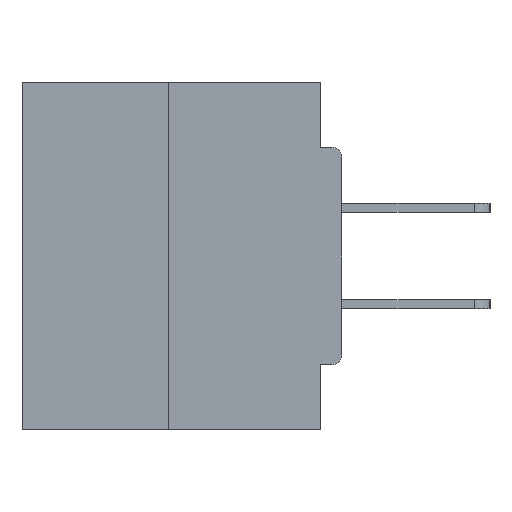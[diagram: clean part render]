
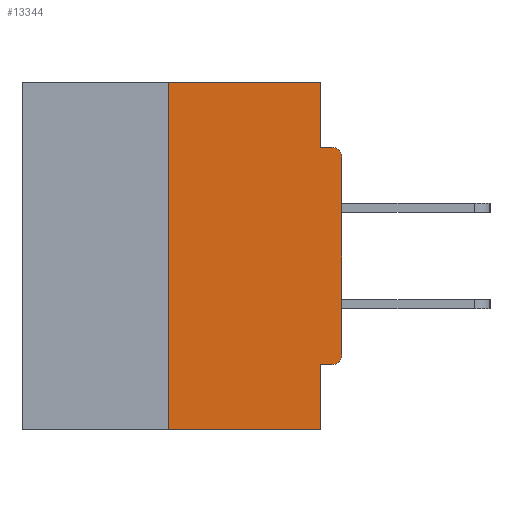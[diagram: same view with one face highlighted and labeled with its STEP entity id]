
A CAD part, left-side view. The second image highlights one B-rep face of the part: STEP entity #13344.
In plain terms, the highlighted planar face has unit normal (-1, 0, 0).
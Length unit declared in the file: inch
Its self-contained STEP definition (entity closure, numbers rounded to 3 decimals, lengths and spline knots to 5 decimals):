
#359 = ORIENTED_EDGE ( 'NONE', *, *, #41405, .F. ) ;
#363 = DIRECTION ( 'NONE',  ( 0., 0., -1. ) ) ;
#675 = DIRECTION ( 'NONE',  ( 0., 0., 1. ) ) ;
#2630 = DIRECTION ( 'NONE',  ( 0., -1., 0. ) ) ;
#4146 = EDGE_CURVE ( 'NONE', #30385, #25379, #32403, .T. ) ;
#4489 = VECTOR ( 'NONE', #21036, 39.37008 ) ;
#4951 = LINE ( 'NONE', #33387, #25117 ) ;
#5149 = DIRECTION ( 'NONE',  ( 1., 0., 0. ) ) ;
#5526 = ORIENTED_EDGE ( 'NONE', *, *, #16408, .F. ) ;
#6367 = VECTOR ( 'NONE', #2630, 39.37008 ) ;
#6444 = ORIENTED_EDGE ( 'NONE', *, *, #26831, .T. ) ;
#6717 = CARTESIAN_POINT ( 'NONE',  ( 0., 0.25, -0.5 ) ) ;
#7054 = EDGE_CURVE ( 'NONE', #11786, #9925, #20873, .T. ) ;
#7787 = CARTESIAN_POINT ( 'NONE',  ( 0., 0.25, 0. ) ) ;
#8597 = CIRCLE ( 'NONE', #26273, 0.015 ) ;
#8743 = DIRECTION ( 'NONE',  ( 0., 0., -1. ) ) ;
#9412 = EDGE_CURVE ( 'NONE', #37414, #36019, #29487, .T. ) ;
#9925 = VERTEX_POINT ( 'NONE', #7787 ) ;
#10244 = DIRECTION ( 'NONE',  ( 0., 0., -1. ) ) ;
#10505 = CARTESIAN_POINT ( 'NONE',  ( 0., 0.46, -0.5 ) ) ;
#11128 = EDGE_CURVE ( 'NONE', #35321, #32681, #37360, .T. ) ;
#11786 = VERTEX_POINT ( 'NONE', #6717 ) ;
#12997 = CARTESIAN_POINT ( 'NONE',  ( 0., 0.031, -0.4065 ) ) ;
#13343 = CARTESIAN_POINT ( 'NONE',  ( 0., 0.015, -0.1085 ) ) ;
#13344 = ADVANCED_FACE ( 'NONE', ( #26832 ), #41579, .F. ) ;
#13638 = CARTESIAN_POINT ( 'NONE',  ( 0., 0.031, -0.0935 ) ) ;
#14353 = CARTESIAN_POINT ( 'NONE',  ( 0., 0.031, -0.5 ) ) ;
#14584 = AXIS2_PLACEMENT_3D ( 'NONE', #24949, #5149, #8743 ) ;
#14792 = DIRECTION ( 'NONE',  ( 0., 0., -1. ) ) ;
#14863 = VERTEX_POINT ( 'NONE', #31613 ) ;
#15462 = AXIS2_PLACEMENT_3D ( 'NONE', #30044, #20210, #10244 ) ;
#16408 = EDGE_CURVE ( 'NONE', #9925, #36450, #29664, .T. ) ;
#16811 = ORIENTED_EDGE ( 'NONE', *, *, #7054, .F. ) ;
#17583 = CARTESIAN_POINT ( 'NONE',  ( 0., 0.25, 0. ) ) ;
#18241 = CARTESIAN_POINT ( 'NONE',  ( 0., 0.015, -0.0935 ) ) ;
#19630 = CARTESIAN_POINT ( 'NONE',  ( 0., 0.46, 0. ) ) ;
#20090 = EDGE_CURVE ( 'NONE', #30385, #37414, #4951, .T. ) ;
#20170 = CARTESIAN_POINT ( 'NONE',  ( 0., 0.031, 0. ) ) ;
#20210 = DIRECTION ( 'NONE',  ( -1., 0., 0. ) ) ;
#20873 = LINE ( 'NONE', #17583, #37441 ) ;
#21036 = DIRECTION ( 'NONE',  ( 0., -1., 0. ) ) ;
#21222 = DIRECTION ( 'NONE',  ( 0., 0., 1. ) ) ;
#21238 = EDGE_CURVE ( 'NONE', #25379, #14863, #25016, .T. ) ;
#23398 = DIRECTION ( 'NONE',  ( 0., 1., 0. ) ) ;
#24112 = CARTESIAN_POINT ( 'NONE',  ( 0., 0., 0. ) ) ;
#24447 = ORIENTED_EDGE ( 'NONE', *, *, #4146, .T. ) ;
#24896 = CARTESIAN_POINT ( 'NONE',  ( 0., 0., -0.0935 ) ) ;
#24949 = CARTESIAN_POINT ( 'NONE',  ( 0., 0.46, 0. ) ) ;
#25016 = LINE ( 'NONE', #24112, #42631 ) ;
#25117 = VECTOR ( 'NONE', #23398, 39.37008 ) ;
#25379 = VERTEX_POINT ( 'NONE', #38237 ) ;
#26273 = AXIS2_PLACEMENT_3D ( 'NONE', #13343, #42735, #36523 ) ;
#26393 = EDGE_CURVE ( 'NONE', #11786, #36019, #32947, .T. ) ;
#26831 = EDGE_CURVE ( 'NONE', #14863, #32681, #8597, .T. ) ;
#26832 = FACE_OUTER_BOUND ( 'NONE', #39007, .T. ) ;
#27802 = ORIENTED_EDGE ( 'NONE', *, *, #26393, .T. ) ;
#28369 = DIRECTION ( 'NONE',  ( 0., -1., 0. ) ) ;
#29487 = LINE ( 'NONE', #14353, #40871 ) ;
#29664 = LINE ( 'NONE', #19630, #6367 ) ;
#30044 = CARTESIAN_POINT ( 'NONE',  ( 0., 0.015, -0.3915 ) ) ;
#30385 = VERTEX_POINT ( 'NONE', #41251 ) ;
#31613 = CARTESIAN_POINT ( 'NONE',  ( 0., 0., -0.1085 ) ) ;
#31757 = ORIENTED_EDGE ( 'NONE', *, *, #9412, .F. ) ;
#32403 = CIRCLE ( 'NONE', #15462, 0.015 ) ;
#32483 = LINE ( 'NONE', #20170, #37154 ) ;
#32681 = VERTEX_POINT ( 'NONE', #18241 ) ;
#32947 = LINE ( 'NONE', #10505, #4489 ) ;
#33072 = ORIENTED_EDGE ( 'NONE', *, *, #11128, .F. ) ;
#33387 = CARTESIAN_POINT ( 'NONE',  ( 0., 0., -0.4065 ) ) ;
#35321 = VERTEX_POINT ( 'NONE', #13638 ) ;
#36019 = VERTEX_POINT ( 'NONE', #39502 ) ;
#36450 = VERTEX_POINT ( 'NONE', #41492 ) ;
#36523 = DIRECTION ( 'NONE',  ( 0., 0., -1. ) ) ;
#36801 = ORIENTED_EDGE ( 'NONE', *, *, #20090, .F. ) ;
#37154 = VECTOR ( 'NONE', #363, 39.37008 ) ;
#37360 = LINE ( 'NONE', #24896, #40986 ) ;
#37414 = VERTEX_POINT ( 'NONE', #12997 ) ;
#37441 = VECTOR ( 'NONE', #21222, 39.37008 ) ;
#37601 = ORIENTED_EDGE ( 'NONE', *, *, #21238, .T. ) ;
#38237 = CARTESIAN_POINT ( 'NONE',  ( 0., 0., -0.3915 ) ) ;
#39007 = EDGE_LOOP ( 'NONE', ( #5526, #16811, #27802, #31757, #36801, #24447, #37601, #6444, #33072, #359 ) ) ;
#39502 = CARTESIAN_POINT ( 'NONE',  ( 0., 0.031, -0.5 ) ) ;
#40871 = VECTOR ( 'NONE', #14792, 39.37008 ) ;
#40986 = VECTOR ( 'NONE', #28369, 39.37008 ) ;
#41251 = CARTESIAN_POINT ( 'NONE',  ( 0., 0.015, -0.4065 ) ) ;
#41405 = EDGE_CURVE ( 'NONE', #36450, #35321, #32483, .T. ) ;
#41492 = CARTESIAN_POINT ( 'NONE',  ( 0., 0.031, 0. ) ) ;
#41579 = PLANE ( 'NONE',  #14584 ) ;
#42631 = VECTOR ( 'NONE', #675, 39.37008 ) ;
#42735 = DIRECTION ( 'NONE',  ( -1., 0., 0. ) ) ;
